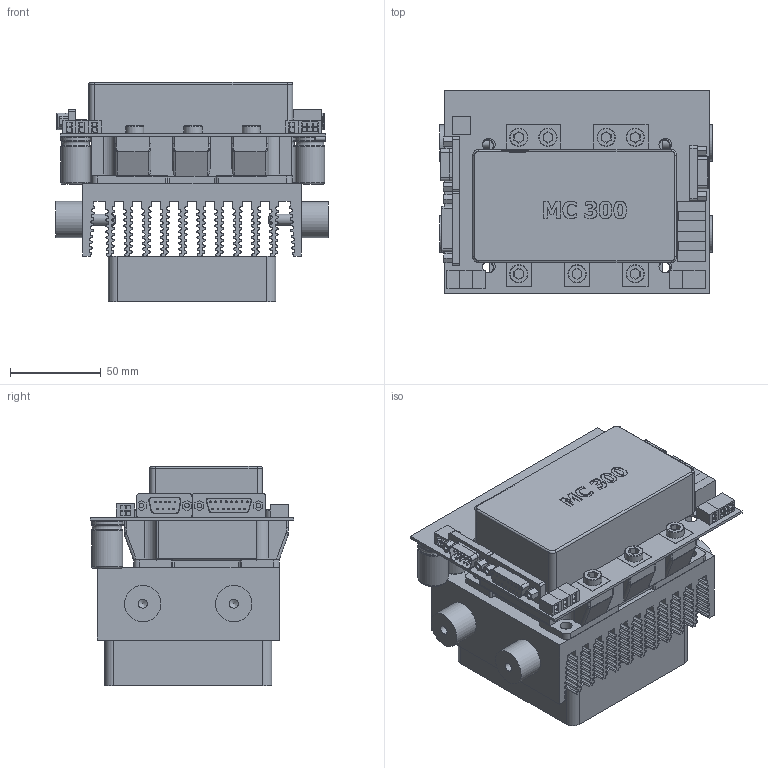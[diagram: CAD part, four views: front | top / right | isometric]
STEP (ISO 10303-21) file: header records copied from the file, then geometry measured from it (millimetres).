
FILE_DESCRIPTION(('FreeCAD Model'),'2;1');
FILE_NAME('MC300_SK442.step','2020-01-02T20:26:18',('Author'),(''), 'Open CASCADE STEP processor 7.3','FreeCAD','Unknown');
FILE_SCHEMA(('AUTOMOTIVE_DESIGN { 1 0 10303 214 1 1 1 1 }'));
Length unit declared in the file: millimetre
Products named in the file (7): SchwinggummiM6_004; KuehlkorperSK442_001; SunonLuefter_001; SchwinggummiM6_003; SchwinggummiM6_002; MC300Assembly_001; SchwinggummiM6_001
Bounding box: 150 x 112 x 120.37 mm (x, y, z)
Volume: 689587.5 mm3; surface area: 340725.4 mm2
Topology: 40 solids, 45 shells, 1762 faces, 4389 edges, 2836 vertices
Faces by surface type: plane 803, cylinder 694, extrusion 116, torus 105, bspline 32, cone 12
Full cylindrical faces by diameter (mm): 1 x33, 2.5 x6, 2.8 x4, 3.4 x2, 4.3 x8, 5 x8, 6 x31, 6.1 x4, 6.6 x4, 7 x4, 8 x4, 10 x7, 16.1 x36, 20 x4, 32 x1, 88 x1
Entity records: 131555 total; most frequent: CARTESIAN_POINT 31207, DIRECTION 16541, VECTOR 9470, LINE 9354, ORIENTED_EDGE 8754, PCURVE 8754, DEFINITIONAL_REPRESENTATION 8754, EDGE_CURVE 4377
